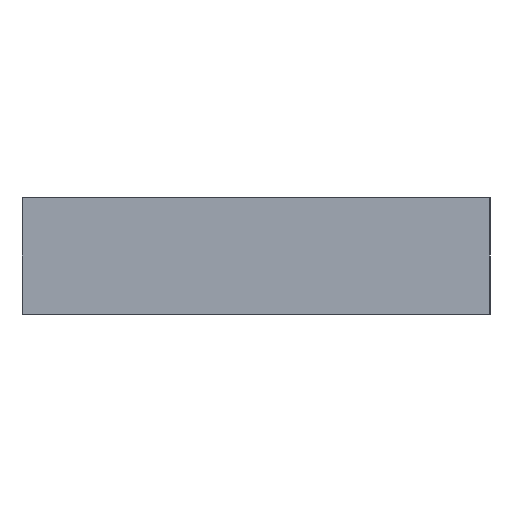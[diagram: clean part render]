
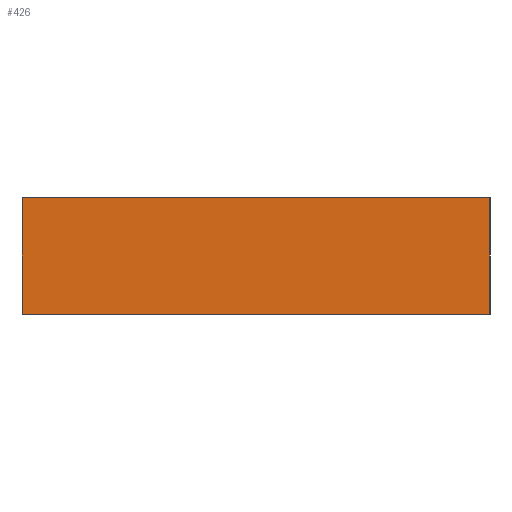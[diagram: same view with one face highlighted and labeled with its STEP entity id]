
A CAD part, left-side view. The second image highlights one B-rep face of the part: STEP entity #426.
In plain terms, the highlighted planar face has unit normal (-1, 0, 0).
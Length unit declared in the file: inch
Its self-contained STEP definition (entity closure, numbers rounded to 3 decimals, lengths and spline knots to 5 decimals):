
#46=PLANE('',#488);
#66=FACE_OUTER_BOUND('',#86,.T.);
#86=EDGE_LOOP('',(#355,#356,#357,#358));
#132=LINE('',#705,#158);
#140=LINE('',#720,#166);
#141=LINE('',#722,#167);
#142=LINE('',#723,#168);
#158=VECTOR('',#594,0.3937);
#166=VECTOR('',#606,0.3937);
#167=VECTOR('',#609,0.3937);
#168=VECTOR('',#610,0.3937);
#226=VERTEX_POINT('',#702);
#227=VERTEX_POINT('',#704);
#231=VERTEX_POINT('',#716);
#232=VERTEX_POINT('',#718);
#276=EDGE_CURVE('',#226,#227,#132,.T.);
#284=EDGE_CURVE('',#231,#232,#140,.T.);
#285=EDGE_CURVE('',#226,#231,#141,.T.);
#286=EDGE_CURVE('',#227,#232,#142,.T.);
#355=ORIENTED_EDGE('',*,*,#285,.T.);
#356=ORIENTED_EDGE('',*,*,#284,.T.);
#357=ORIENTED_EDGE('',*,*,#286,.F.);
#358=ORIENTED_EDGE('',*,*,#276,.F.);
#426=ADVANCED_FACE('',(#66),#46,.T.);
#488=AXIS2_PLACEMENT_3D('',#721,#607,#608);
#594=DIRECTION('',(0.,0.,1.));
#606=DIRECTION('',(0.,0.,1.));
#607=DIRECTION('center_axis',(-1.,0.,0.));
#608=DIRECTION('ref_axis',(0.,-1.,0.));
#609=DIRECTION('',(0.,-1.,0.));
#610=DIRECTION('',(0.,-1.,0.));
#702=CARTESIAN_POINT('',(0.,1.,0.));
#704=CARTESIAN_POINT('',(0.,1.,0.25));
#705=CARTESIAN_POINT('',(0.,1.,0.));
#716=CARTESIAN_POINT('',(0.,0.,0.));
#718=CARTESIAN_POINT('',(0.,0.,0.25));
#720=CARTESIAN_POINT('',(0.,0.,0.));
#721=CARTESIAN_POINT('Origin',(0.,1.,0.));
#722=CARTESIAN_POINT('',(0.,1.,0.));
#723=CARTESIAN_POINT('',(0.,1.,0.25));
